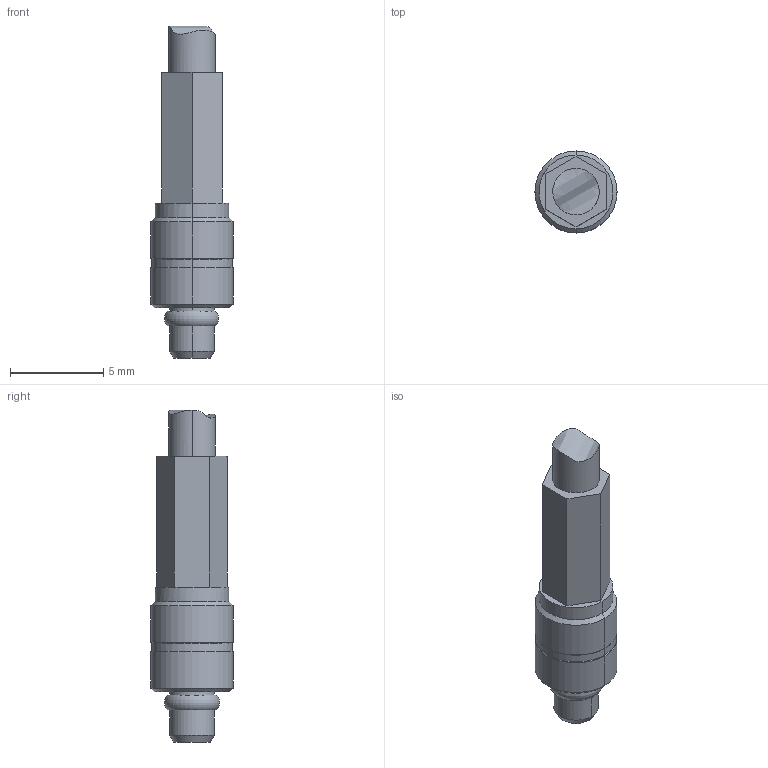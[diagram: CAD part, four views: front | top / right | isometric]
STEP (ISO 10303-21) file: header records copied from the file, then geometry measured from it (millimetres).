
FILE_DESCRIPTION((''),'2;1');
FILE_NAME('734151251','2016-11-16T',('rlalsangi'),(''),'PRO/ENGINEER BY PARAMETRIC TECHNOLOGY CORPORATION, 2012310','PRO/ENGINEER BY PARAMETRIC TECHNOLOGY CORPORATION, 2012310','');
FILE_SCHEMA(('CONFIG_CONTROL_DESIGN'));
Length unit declared in the file: millimetre
Products named in the file (1): 734151251
Bounding box: 4.39 x 4.39 x 17.79 mm (x, y, z)
Volume: 167.5 mm3; surface area: 232.5 mm2
Topology: 1 solids, 1 shells, 51 faces, 114 edges, 70 vertices
Faces by surface type: cylinder 19, plane 18, cone 12, torus 1, extrusion 1
Entity records: 1536 total; most frequent: CARTESIAN_POINT 331, DIRECTION 259, ORIENTED_EDGE 228, EDGE_CURVE 114, AXIS2_PLACEMENT_3D 100, VERTEX_POINT 70, VECTOR 59, LINE 58
